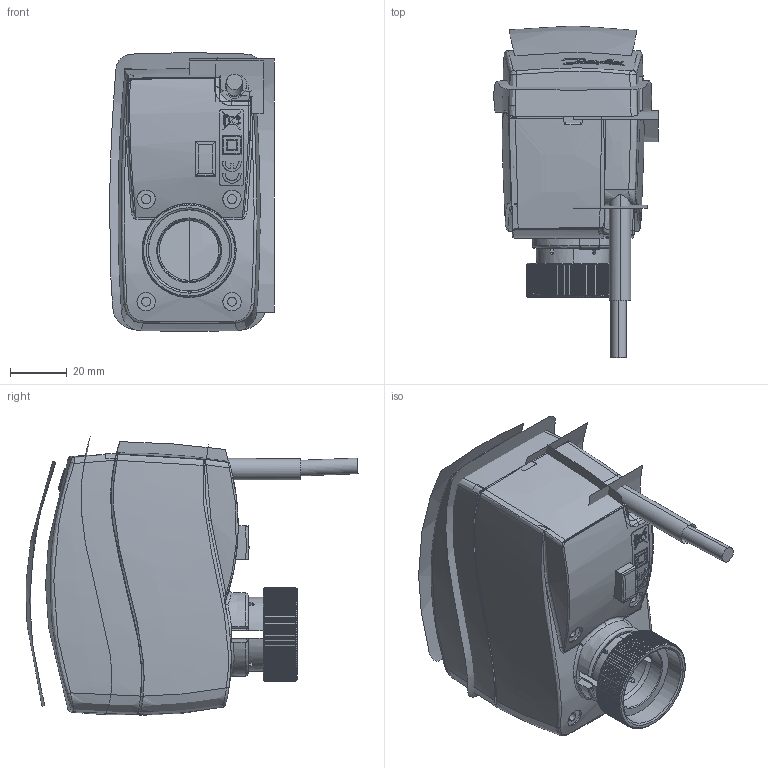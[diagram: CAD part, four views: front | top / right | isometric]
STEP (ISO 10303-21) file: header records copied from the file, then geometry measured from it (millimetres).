
FILE_DESCRIPTION((''),'2;1');
FILE_NAME('AME_110_ASM','2015-05-14T',('u317927'),('Danfoss'),'PRO/ENGINEER BY PARAMETRIC TECHNOLOGY CORPORATION, 2014000','PRO/ENGINEER BY PARAMETRIC TECHNOLOGY CORPORATION, 2014000','');
FILE_SCHEMA(('CONFIG_CONTROL_DESIGN'));
Products named in the file (11): 8538550_HOUSING_HVAC; 8538567_KNOB_OF_CLUTCH; 8538559_FLANGE_HVAC; 8538578_CONNECTING_NUT_HVAC; 8538552_COVER_HVAC; UVODNICA; EL_KABEL_SESTAV; KABEL_SESTAV_ASM_ASM; EN_TISK_AMV_24_NL_ASM_ASM; AMV_110_NL_ASM_ASM; AME_110_ASM
Assembly tree (10 placements, depth 4):
  AME_110_ASM
    AMV_110_NL_ASM_ASM
      8538550_HOUSING_HVAC
      8538567_KNOB_OF_CLUTCH
      8538559_FLANGE_HVAC
      8538578_CONNECTING_NUT_HVAC
      8538552_COVER_HVAC
      KABEL_SESTAV_ASM_ASM
        UVODNICA
        EL_KABEL_SESTAV
      EN_TISK_AMV_24_NL_ASM_ASM
Bounding box: 57.96 x 116.72 x 98.07 mm (x, y, z)
Volume: 76124 mm3; surface area: 113988.4 mm2
Topology: 7 solids, 40 shells, 2026 faces, 5827 edges, 3918 vertices
Faces by surface type: plane 871, cylinder 559, bspline 286, extrusion 162, cone 94, torus 49, sphere 5
Entity records: 101712 total; most frequent: CARTESIAN_POINT 54178, ORIENTED_EDGE 11336, DIRECTION 7310, EDGE_CURVE 5820, VERTEX_POINT 3918, B_SPLINE_CURVE_WITH_KNOTS 3057, AXIS2_PLACEMENT_3D 2605, EDGE_LOOP 2135
